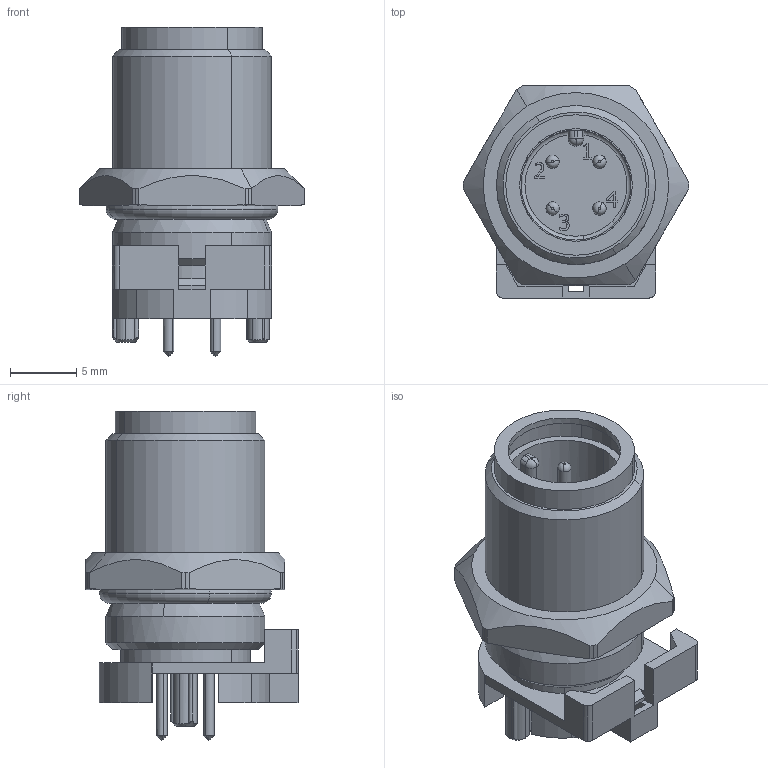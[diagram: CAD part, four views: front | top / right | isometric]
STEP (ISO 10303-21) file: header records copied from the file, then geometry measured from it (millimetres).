
FILE_DESCRIPTION(('CATIA V5R24 STEP','CAx-IF Rec.Pracs.--- Model Styling and Organization---1.2---2011-12-15'),'2;1');
FILE_NAME ('D1461854_0_2423060000_2423060000.stp','2017-09-08T05:36:33+00:00',('none'),('Weidmueller'),'CATIA Version 5-6 Release 2014 SP4 HF52','CATIA V5 STEP AP214','none');
FILE_SCHEMA(('AUTOMOTIVE_DESIGN { 1 0 10303 214 1 1 1 1 }'));
Length unit declared in the file: millimetre
Products named in the file (1): 2423060000
Bounding box: 17 x 16 x 24.9 mm (x, y, z)
Volume: 1936 mm3; surface area: 3269.8 mm2
Topology: 3 solids, 3 shells, 283 faces, 746 edges, 481 vertices
Faces by surface type: cylinder 121, plane 102, cone 28, torus 18, bspline 10, extrusion 4
Entity records: 9689 total; most frequent: CARTESIAN_POINT 3130, ORIENTED_EDGE 1476, DIRECTION 1083, EDGE_CURVE 738, VERTEX_POINT 481, AXIS2_PLACEMENT_3D 453, VECTOR 369, LINE 365
